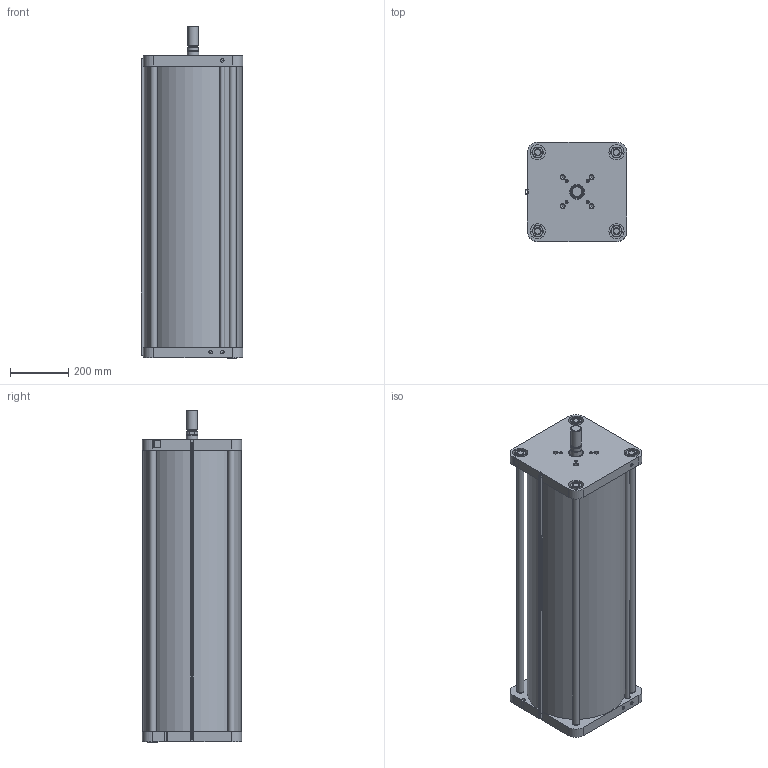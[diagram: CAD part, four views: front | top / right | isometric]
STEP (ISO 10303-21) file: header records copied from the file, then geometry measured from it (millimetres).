
FILE_DESCRIPTION(/* description */ ('HAFNER Profile cylinder LAZ'),/* implementation_level */ '2;1');
FILE_NAME(/* name */ 'HAFNER LAZ 320_900',/* time_stamp */ '2018-11-16T15:00:19+01:00',/* author */ ('Unknown'),/* organization */ ('HAFNER Pneumatik'),/* preprocessor_version */ 'ST-DEVELOPER v16.7',/* originating_system */ 'DEX',/* authorisation */ $);
FILE_SCHEMA (('AUTOMOTIVE_DESIGN {1 0 10303 214 3 1 1}'));
Length unit declared in the file: millimetre
Products named in the file (3): LAZ 320_200 nyujtható; HAFNER LAZ KS 320; HAFNER LAZ GH 320
Assembly tree (2 placements, depth 2):
  LAZ 320_200 nyujtható
    HAFNER LAZ KS 320
    HAFNER LAZ GH 320
Bounding box: 347.5 x 340 x 1137 mm (x, y, z)
Volume: 23957949.2 mm3; surface area: 3510258 mm2
Topology: 30 solids, 30 shells, 763 faces, 1728 edges, 1067 vertices
Faces by surface type: plane 375, cone 227, cylinder 145, torus 12, bspline 4
Full cylindrical faces by diameter (mm): 2.459 x4, 3 x4, 4.917 x4, 5.5 x4, 8.376 x4, 8.5 x3, 9 x3, 11.8 x3, 12 x4, 12.06 x3, 13 x4, 13.835 x4, 16 x1, 16.2 x2, 16.5 x2, 18.631 x2, 19 x4, 20.752 x8, 24 x9, 24.01 x4, 25 x8, 32.8 x1, 36 x1, 39 x1, 40 x2, 42 x1, 44 x1, 45.4 x1, 50 x5, 52 x8
Entity records: 24141 total; most frequent: CARTESIAN_POINT 4216, DIRECTION 3185, ORIENTED_EDGE 2786, EDGE_CURVE 1393, AXIS2_PLACEMENT_3D 1271, FACE_BOUND 1140, EDGE_LOOP 1119, VERTEX_POINT 1003
